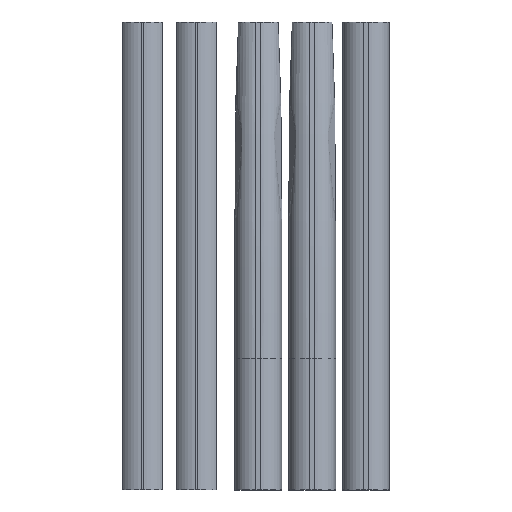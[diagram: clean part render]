
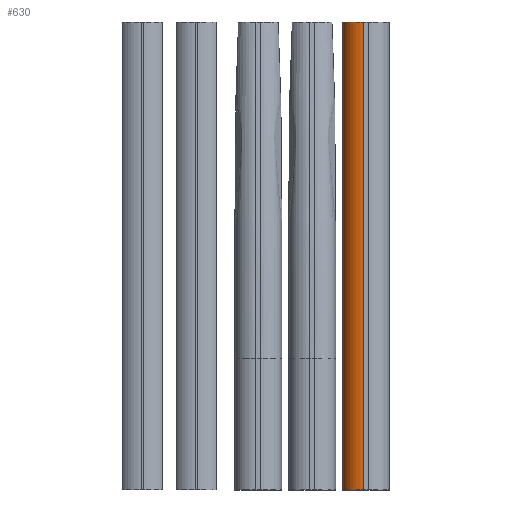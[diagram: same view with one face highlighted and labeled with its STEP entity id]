
A CAD part, top view. The second image highlights one B-rep face of the part: STEP entity #630.
In plain terms, the highlighted cylindrical face has radius 9 mm (diameter 18 mm), a partial arc.
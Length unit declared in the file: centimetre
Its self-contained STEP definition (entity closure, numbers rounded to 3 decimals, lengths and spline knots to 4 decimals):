
#58=FACE_OUTER_BOUND($,#100,.T.);
#100=EDGE_LOOP($,(#445,#446,#447,#448));
#146=LINE($,#971,#202);
#147=LINE($,#975,#203);
#202=VECTOR($,#771,20.);
#203=VECTOR($,#776,20.);
#253=CIRCLE($,#684,0.9);
#254=CIRCLE($,#687,0.9);
#283=VERTEX_POINT($,#959);
#284=VERTEX_POINT($,#961);
#287=VERTEX_POINT($,#969);
#288=VERTEX_POINT($,#973);
#344=EDGE_CURVE($,#284,#283,#253,.T.);
#349=EDGE_CURVE($,#283,#287,#146,.T.);
#350=EDGE_CURVE($,#287,#288,#254,.T.);
#351=EDGE_CURVE($,#288,#284,#147,.T.);
#445=ORIENTED_EDGE($,*,*,#344,.T.);
#446=ORIENTED_EDGE($,*,*,#349,.T.);
#447=ORIENTED_EDGE($,*,*,#350,.T.);
#448=ORIENTED_EDGE($,*,*,#351,.T.);
#616=CYLINDRICAL_SURFACE($,#686,0.9);
#630=ADVANCED_FACE($,(#58),#616,.T.);
#684=AXIS2_PLACEMENT_3D($,#962,#763,#764);
#686=AXIS2_PLACEMENT_3D($,#972,#772,#773);
#687=AXIS2_PLACEMENT_3D($,#974,#774,#775);
#763=DIRECTION('center_axis',(0.,1.,0.));
#764=DIRECTION('ref_axis',(-0.707,0.,0.707));
#771=DIRECTION($,(0.,1.,0.));
#772=DIRECTION('center_axis',(0.,-1.,0.));
#773=DIRECTION('ref_axis',(-0.707,0.,0.707));
#774=DIRECTION('center_axis',(0.,-1.,0.));
#775=DIRECTION('ref_axis',(-0.707,0.,0.707));
#776=DIRECTION($,(0.,-1.,0.));
#959=CARTESIAN_POINT('',(-2.35,0.,1.));
#961=CARTESIAN_POINT('',(-3.25,0.,0.1));
#962=CARTESIAN_POINT('Origin',(-2.35,0.,0.1));
#969=CARTESIAN_POINT('',(-2.35,20.,1.));
#971=CARTESIAN_POINT($,(-2.35,15.,1.));
#972=CARTESIAN_POINT('Origin',(-2.35,15.,0.1));
#973=CARTESIAN_POINT('',(-3.25,20.,0.1));
#974=CARTESIAN_POINT('Origin',(-2.35,20.,0.1));
#975=CARTESIAN_POINT($,(-3.25,15.,0.1));
